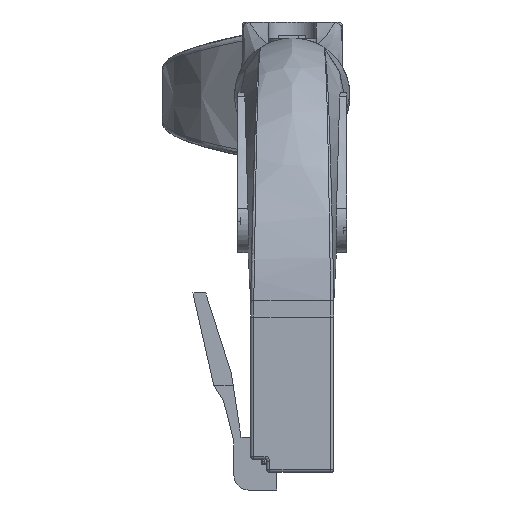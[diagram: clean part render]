
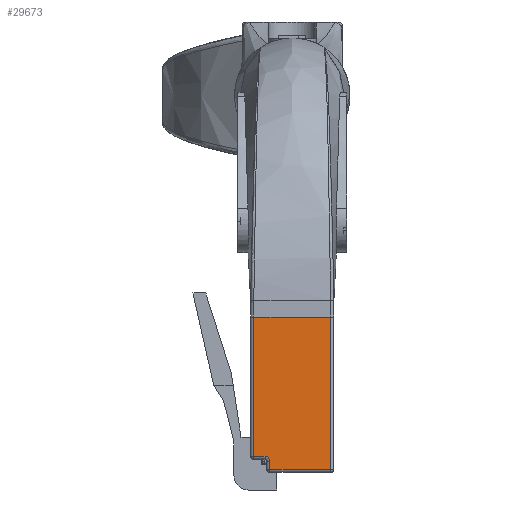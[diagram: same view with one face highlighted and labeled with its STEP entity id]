
A CAD part, left-side view. The second image highlights one B-rep face of the part: STEP entity #29673.
In plain terms, the highlighted face is planar.
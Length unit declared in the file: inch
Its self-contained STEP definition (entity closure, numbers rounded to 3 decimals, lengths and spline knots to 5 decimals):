
#3279 = VERTEX_POINT ( 'NONE', #34155 ) ;
#3282 = VERTEX_POINT ( 'NONE', #34161 ) ;
#3283 = VERTEX_POINT ( 'NONE', #34163 ) ;
#3284 = VERTEX_POINT ( 'NONE', #34165 ) ;
#17462 = FACE_OUTER_BOUND ( 'NONE', #37760, .T. ) ;
#19377 = CARTESIAN_POINT ( 'NONE',  ( 0.23, 0.13, -0.485 ) ) ;
#19381 = PLANE ( 'NONE',  #19697 ) ;
#19383 = DIRECTION ( 'NONE',  ( 1., 0., 0. ) ) ;
#19384 = DIRECTION ( 'NONE',  ( 0., 1., 0. ) ) ;
#19697 = AXIS2_PLACEMENT_3D ( 'NONE', #19377, #19383, #19384 ) ;
#28355 = ORIENTED_EDGE ( 'NONE', *, *, #45985, .T. ) ;
#28378 = ORIENTED_EDGE ( 'NONE', *, *, #45990, .T. ) ;
#28400 = ORIENTED_EDGE ( 'NONE', *, *, #45923, .T. ) ;
#28411 = ORIENTED_EDGE ( 'NONE', *, *, #45988, .T. ) ;
#28423 = ORIENTED_EDGE ( 'NONE', *, *, #45986, .T. ) ;
#28446 = ORIENTED_EDGE ( 'NONE', *, *, #45989, .T. ) ;
#28448 = ORIENTED_EDGE ( 'NONE', *, *, #45987, .T. ) ;
#29673 = ADVANCED_FACE ( 'NONE', ( #17462 ), #19381, .T. ) ;
#34155 = CARTESIAN_POINT ( 'NONE',  ( 0.23, -0.12, -0.01 ) ) ;
#34161 = CARTESIAN_POINT ( 'NONE',  ( 0.23, 0.12, -0.05 ) ) ;
#34163 = CARTESIAN_POINT ( 'NONE',  ( 0.23, 0.085, -0.05 ) ) ;
#34165 = CARTESIAN_POINT ( 'NONE',  ( 0.23, 0.07, -0.035 ) ) ;
#36004 = VERTEX_POINT ( 'NONE', #43897 ) ;
#36675 = VERTEX_POINT ( 'NONE', #43912 ) ;
#36700 = VERTEX_POINT ( 'NONE', #43922 ) ;
#37760 = EDGE_LOOP ( 'NONE', ( #28355, #28423, #28400, #28448, #28411, #28446, #28378 ) ) ;
#42578 = LINE ( 'NONE', #45530, #42580 ) ;
#42580 = VECTOR ( 'NONE', #45526, 39.37008 ) ;
#42692 = LINE ( 'NONE', #45667, #42695 ) ;
#42694 = LINE ( 'NONE', #45669, #42697 ) ;
#42695 = VECTOR ( 'NONE', #45668, 39.37008 ) ;
#42696 = LINE ( 'NONE', #45671, #42699 ) ;
#42697 = VECTOR ( 'NONE', #45670, 39.37008 ) ;
#42698 = LINE ( 'NONE', #45673, #42701 ) ;
#42699 = VECTOR ( 'NONE', #45672, 39.37008 ) ;
#42700 = CIRCLE ( 'NONE', #44397, 0.015 ) ;
#42701 = VECTOR ( 'NONE', #45674, 39.37008 ) ;
#42702 = LINE ( 'NONE', #45652, #42704 ) ;
#42704 = VECTOR ( 'NONE', #45653, 39.37008 ) ;
#43897 = CARTESIAN_POINT ( 'NONE',  ( 0.23, 0.07, -0.01 ) ) ;
#43912 = CARTESIAN_POINT ( 'NONE',  ( 0.23, -0.12, -0.485 ) ) ;
#43922 = CARTESIAN_POINT ( 'NONE',  ( 0.23, 0.12, -0.485 ) ) ;
#44397 = AXIS2_PLACEMENT_3D ( 'NONE', #45677, #45678, #45679 ) ;
#45526 = DIRECTION ( 'NONE',  ( 0., 1., 0. ) ) ;
#45530 = CARTESIAN_POINT ( 'NONE',  ( 0.23, 0.13, -0.485 ) ) ;
#45652 = CARTESIAN_POINT ( 'NONE',  ( 0.23, 0.07, -0.485 ) ) ;
#45653 = DIRECTION ( 'NONE',  ( 0., 0., 1. ) ) ;
#45667 = CARTESIAN_POINT ( 'NONE',  ( 0.23, 0.13, -0.01 ) ) ;
#45668 = DIRECTION ( 'NONE',  ( 0., -1., 0. ) ) ;
#45669 = CARTESIAN_POINT ( 'NONE',  ( 0.23, -0.12, -0.485 ) ) ;
#45670 = DIRECTION ( 'NONE',  ( 0., 0., -1. ) ) ;
#45671 = CARTESIAN_POINT ( 'NONE',  ( 0.23, 0.12, -0.485 ) ) ;
#45672 = DIRECTION ( 'NONE',  ( 0., 0., 1. ) ) ;
#45673 = CARTESIAN_POINT ( 'NONE',  ( 0.23, 0.13, -0.05 ) ) ;
#45674 = DIRECTION ( 'NONE',  ( 0., -1., 0. ) ) ;
#45677 = CARTESIAN_POINT ( 'NONE',  ( 0.23, 0.085, -0.035 ) ) ;
#45678 = DIRECTION ( 'NONE',  ( -1., 0., 0. ) ) ;
#45679 = DIRECTION ( 'NONE',  ( 0., 1., 0. ) ) ;
#45923 = EDGE_CURVE ( 'NONE', #36675, #36700, #42578, .T. ) ;
#45985 = EDGE_CURVE ( 'NONE', #36004, #3279, #42692, .T. ) ;
#45986 = EDGE_CURVE ( 'NONE', #3279, #36675, #42694, .T. ) ;
#45987 = EDGE_CURVE ( 'NONE', #36700, #3282, #42696, .T. ) ;
#45988 = EDGE_CURVE ( 'NONE', #3282, #3283, #42698, .T. ) ;
#45989 = EDGE_CURVE ( 'NONE', #3283, #3284, #42700, .T. ) ;
#45990 = EDGE_CURVE ( 'NONE', #3284, #36004, #42702, .T. ) ;
